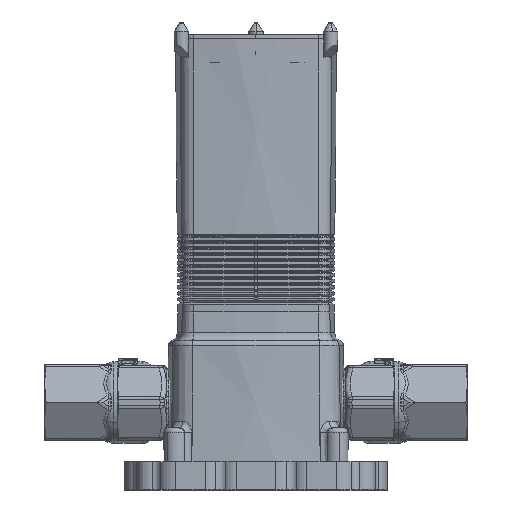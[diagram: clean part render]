
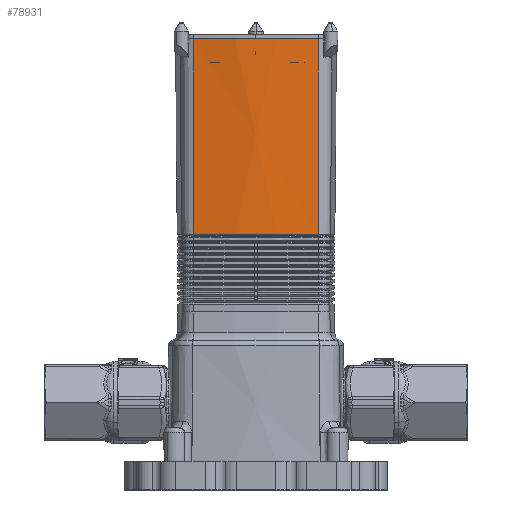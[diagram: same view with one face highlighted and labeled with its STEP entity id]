
A CAD part, left-side view. The second image highlights one B-rep face of the part: STEP entity #78931.
In plain terms, the highlighted conical face has half-angle 0.5 degrees and reference radius 151.777 mm.
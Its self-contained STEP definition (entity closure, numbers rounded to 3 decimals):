
#2004 = AXIS2_PLACEMENT_3D ( 'NONE', #31576, #45794, #4284 ) ;
#4284 = DIRECTION ( 'NONE',  ( 1., 0., 0. ) ) ;
#8019 = LINE ( 'NONE', #19695, #44870 ) ;
#10308 = EDGE_CURVE ( 'NONE', #79057, #21162, #50627, .T. ) ;
#10347 = VERTEX_POINT ( 'NONE', #68127 ) ;
#13356 = DIRECTION ( 'NONE',  ( -0.009, -0.001, 1. ) ) ;
#14091 = VECTOR ( 'NONE', #23024, 1000. ) ;
#15485 = DIRECTION ( 'NONE',  ( 0., 0., -1. ) ) ;
#18575 = EDGE_CURVE ( 'NONE', #21162, #29065, #8019, .T. ) ;
#19695 = CARTESIAN_POINT ( 'NONE',  ( -126.574, -22.188, 111.571 ) ) ;
#21162 = VERTEX_POINT ( 'NONE', #30430 ) ;
#23024 = DIRECTION ( 'NONE',  ( -0.009, 0.001, 1. ) ) ;
#29065 = VERTEX_POINT ( 'NONE', #62683 ) ;
#29559 = CIRCLE ( 'NONE', #54443, 152.623 ) ;
#30430 = CARTESIAN_POINT ( 'NONE',  ( -126.393, -22.161, 90.653 ) ) ;
#31576 = CARTESIAN_POINT ( 'NONE',  ( 24., 0., 63.143 ) ) ;
#32022 = ORIENTED_EDGE ( 'NONE', *, *, #18575, .T. ) ;
#33392 = DIRECTION ( 'NONE',  ( 0., 0., 1. ) ) ;
#34717 = ORIENTED_EDGE ( 'NONE', *, *, #49314, .T. ) ;
#36638 = CARTESIAN_POINT ( 'NONE',  ( -126.574, 22.188, 111.571 ) ) ;
#36777 = FACE_OUTER_BOUND ( 'NONE', #41375, .T. ) ;
#41375 = EDGE_LOOP ( 'NONE', ( #43258, #74114, #32022, #34717 ) ) ;
#43258 = ORIENTED_EDGE ( 'NONE', *, *, #46191, .F. ) ;
#44870 = VECTOR ( 'NONE', #13356, 1000. ) ;
#45794 = DIRECTION ( 'NONE',  ( 0., 0., 1. ) ) ;
#46191 = EDGE_CURVE ( 'NONE', #79057, #10347, #50855, .T. ) ;
#47321 = AXIS2_PLACEMENT_3D ( 'NONE', #74796, #33392, #81740 ) ;
#49314 = EDGE_CURVE ( 'NONE', #29065, #10347, #29559, .T. ) ;
#50627 = CIRCLE ( 'NONE', #47321, 152.017 ) ;
#50855 = LINE ( 'NONE', #36638, #14091 ) ;
#54443 = AXIS2_PLACEMENT_3D ( 'NONE', #56918, #15485, #63840 ) ;
#56918 = CARTESIAN_POINT ( 'NONE',  ( 24., 0., 160. ) ) ;
#62683 = CARTESIAN_POINT ( 'NONE',  ( -126.992, -22.249, 160. ) ) ;
#63840 = DIRECTION ( 'NONE',  ( 0.99, 0.139, 0. ) ) ;
#68127 = CARTESIAN_POINT ( 'NONE',  ( -126.992, 22.249, 160. ) ) ;
#69235 = CONICAL_SURFACE ( 'NONE', #2004, 151.777, 0.009 ) ;
#74114 = ORIENTED_EDGE ( 'NONE', *, *, #10308, .T. ) ;
#74796 = CARTESIAN_POINT ( 'NONE',  ( 24., 0., 90.653 ) ) ;
#78931 = ADVANCED_FACE ( 'NONE', ( #36777 ), #69235, .T. ) ;
#79057 = VERTEX_POINT ( 'NONE', #81722 ) ;
#81722 = CARTESIAN_POINT ( 'NONE',  ( -126.393, 22.161, 90.653 ) ) ;
#81740 = DIRECTION ( 'NONE',  ( 0.99, 0.139, 0. ) ) ;
